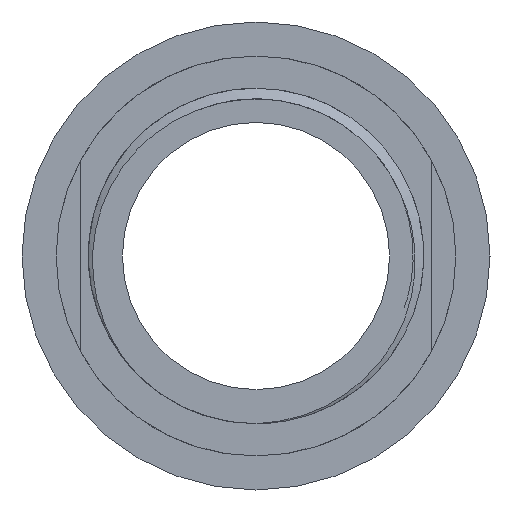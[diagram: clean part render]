
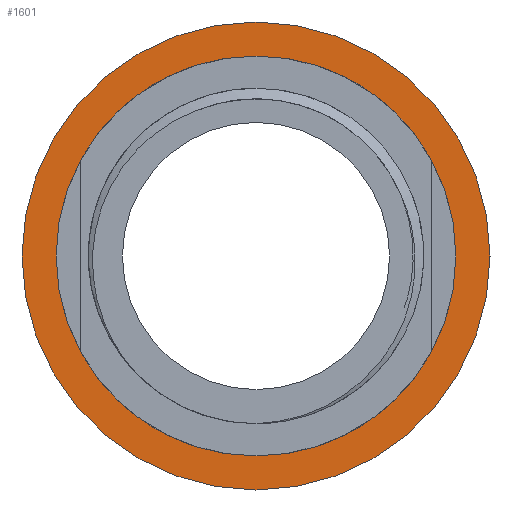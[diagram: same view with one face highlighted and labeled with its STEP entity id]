
A CAD part, left-side view. The second image highlights one B-rep face of the part: STEP entity #1601.
In plain terms, the highlighted planar face has unit normal (-1, 0, 0).
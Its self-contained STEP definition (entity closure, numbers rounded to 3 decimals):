
#100 = CARTESIAN_POINT ( 'NONE',  ( -5., 0., 0. ) ) ;
#119 = VERTEX_POINT ( 'NONE', #1886 ) ;
#210 = DIRECTION ( 'NONE',  ( -1., 0., 0. ) ) ;
#211 = EDGE_CURVE ( 'NONE', #1171, #119, #3533, .T. ) ;
#226 = EDGE_CURVE ( 'NONE', #2558, #3004, #3130, .T. ) ;
#232 = CIRCLE ( 'NONE', #797, 12. ) ;
#361 = AXIS2_PLACEMENT_3D ( 'NONE', #976, #1555, #781 ) ;
#390 = DIRECTION ( 'NONE',  ( 0., 0., 1. ) ) ;
#401 = DIRECTION ( 'NONE',  ( -1., 0., 0. ) ) ;
#457 = PLANE ( 'NONE',  #361 ) ;
#613 = CARTESIAN_POINT ( 'NONE',  ( -5., 0., -12. ) ) ;
#709 = DIRECTION ( 'NONE',  ( 0., 0., 1. ) ) ;
#719 = FACE_OUTER_BOUND ( 'NONE', #3025, .T. ) ;
#781 = DIRECTION ( 'NONE',  ( 0., 0., 1. ) ) ;
#797 = AXIS2_PLACEMENT_3D ( 'NONE', #1261, #210, #2369 ) ;
#843 = EDGE_CURVE ( 'NONE', #119, #1171, #3211, .T. ) ;
#976 = CARTESIAN_POINT ( 'NONE',  ( -5., 0., 0. ) ) ;
#985 = EDGE_LOOP ( 'NONE', ( #1607, #1561 ) ) ;
#1171 = VERTEX_POINT ( 'NONE', #2418 ) ;
#1261 = CARTESIAN_POINT ( 'NONE',  ( -5., 0., 0. ) ) ;
#1481 = CARTESIAN_POINT ( 'NONE',  ( -5., 0., 0. ) ) ;
#1555 = DIRECTION ( 'NONE',  ( -1., 0., 0. ) ) ;
#1561 = ORIENTED_EDGE ( 'NONE', *, *, #211, .F. ) ;
#1601 = ADVANCED_FACE ( 'NONE', ( #719, #2668 ), #457, .T. ) ;
#1607 = ORIENTED_EDGE ( 'NONE', *, *, #843, .F. ) ;
#1769 = CARTESIAN_POINT ( 'NONE',  ( -5., 0., 0. ) ) ;
#1886 = CARTESIAN_POINT ( 'NONE',  ( -5., 0., 10.25 ) ) ;
#1992 = AXIS2_PLACEMENT_3D ( 'NONE', #1769, #2894, #390 ) ;
#2204 = AXIS2_PLACEMENT_3D ( 'NONE', #1481, #3425, #2564 ) ;
#2259 = EDGE_CURVE ( 'NONE', #3004, #2558, #232, .T. ) ;
#2369 = DIRECTION ( 'NONE',  ( 0., 0., 1. ) ) ;
#2418 = CARTESIAN_POINT ( 'NONE',  ( -5., 0., -10.25 ) ) ;
#2523 = ORIENTED_EDGE ( 'NONE', *, *, #226, .T. ) ;
#2558 = VERTEX_POINT ( 'NONE', #2827 ) ;
#2564 = DIRECTION ( 'NONE',  ( 0., 0., 1. ) ) ;
#2668 = FACE_BOUND ( 'NONE', #985, .T. ) ;
#2827 = CARTESIAN_POINT ( 'NONE',  ( -5., 0., 12. ) ) ;
#2894 = DIRECTION ( 'NONE',  ( -1., 0., 0. ) ) ;
#3004 = VERTEX_POINT ( 'NONE', #613 ) ;
#3025 = EDGE_LOOP ( 'NONE', ( #2523, #3039 ) ) ;
#3039 = ORIENTED_EDGE ( 'NONE', *, *, #2259, .T. ) ;
#3130 = CIRCLE ( 'NONE', #2204, 12. ) ;
#3211 = CIRCLE ( 'NONE', #3501, 10.25 ) ;
#3425 = DIRECTION ( 'NONE',  ( -1., 0., 0. ) ) ;
#3501 = AXIS2_PLACEMENT_3D ( 'NONE', #100, #401, #709 ) ;
#3533 = CIRCLE ( 'NONE', #1992, 10.25 ) ;
